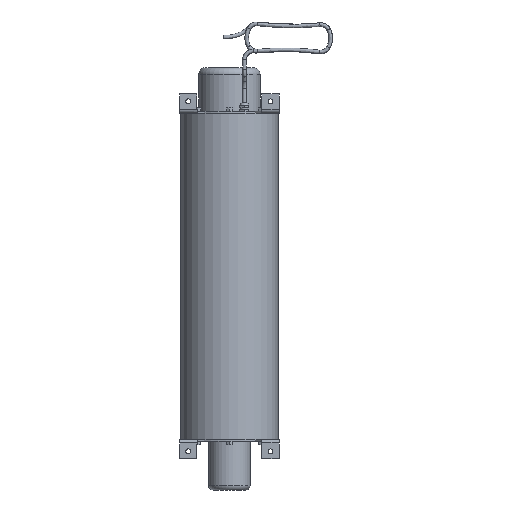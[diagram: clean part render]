
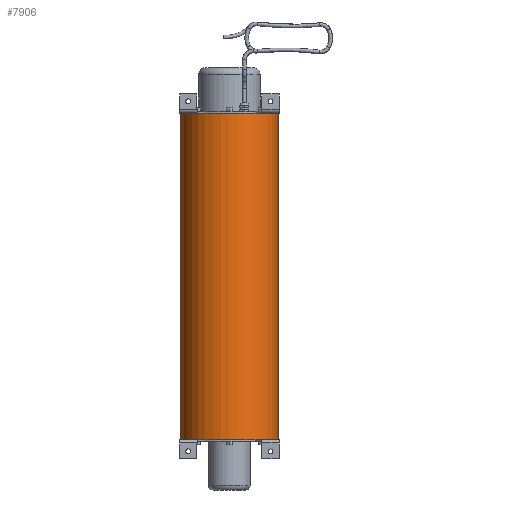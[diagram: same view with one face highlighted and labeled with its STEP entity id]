
A CAD part, front view. The second image highlights one B-rep face of the part: STEP entity #7906.
In plain terms, the highlighted cylindrical face has radius 112 mm (diameter 224 mm), a full revolution.
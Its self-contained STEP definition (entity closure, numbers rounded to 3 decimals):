
#110=CIRCLE($,#8227,112.);
#111=CIRCLE($,#8229,112.);
#158=CIRCLE($,#8415,112.);
#159=CIRCLE($,#8416,112.);
#301=FACE_BOUND($,#1373,.T.);
#302=FACE_BOUND($,#1374,.T.);
#899=FACE_OUTER_BOUND($,#1372,.T.);
#1372=EDGE_LOOP($,(#6303));
#1373=EDGE_LOOP($,(#6304));
#1374=EDGE_LOOP($,(#6305,#6306,#6307,#6308,#6309,#6310,#6311,#6312));
#1788=B_SPLINE_CURVE_WITH_KNOTS($,3,(#12333,#12334,#12335,#12336,#12337,
#12338,#12339,#12340,#12341,#12342),.UNSPECIFIED.,.F.,.F.,(4,2,2,2,4),(1.144,
1.438,1.733,2.015,2.297),
 .UNSPECIFIED.);
#1789=B_SPLINE_CURVE_WITH_KNOTS($,3,(#12351,#12352,#12353,#12354,#12355,
#12356,#12357,#12358,#12359,#12360),.UNSPECIFIED.,.F.,.F.,(4,2,2,2,4),(2.297,
2.583,2.868,3.159,3.45),
 .UNSPECIFIED.);
#1790=B_SPLINE_CURVE_WITH_KNOTS($,3,(#12371,#12372,#12373,#12374,#12375,
#12376,#12377,#12378,#12379,#12380),.UNSPECIFIED.,.F.,.F.,(4,2,2,2,4),(0.,
0.282,0.565,0.856,1.147),
 .UNSPECIFIED.);
#1791=B_SPLINE_CURVE_WITH_KNOTS($,3,(#12387,#12388,#12389,#12390,#12391,
#12392,#12393,#12394,#12395,#12396),.UNSPECIFIED.,.F.,.F.,(4,2,2,2,4),(-1.147,
-0.858,-0.569,-0.285,0.),
 .UNSPECIFIED.);
#2151=LINE($,#12347,#2780);
#2156=LINE($,#12384,#2785);
#2780=VECTOR($,#8891,105.);
#2785=VECTOR($,#8910,105.);
#3462=VERTEX_POINT($,#12330);
#3463=VERTEX_POINT($,#12332);
#3464=VERTEX_POINT($,#12345);
#3465=VERTEX_POINT($,#12349);
#3466=VERTEX_POINT($,#12362);
#3467=VERTEX_POINT($,#12366);
#3468=VERTEX_POINT($,#12370);
#3469=VERTEX_POINT($,#12383);
#3692=VERTEX_POINT($,#14088);
#3693=VERTEX_POINT($,#14090);
#4295=EDGE_CURVE($,#3463,#3462,#1788,.T.);
#4298=EDGE_CURVE($,#3462,#3464,#2151,.T.);
#4300=EDGE_CURVE($,#3464,#3465,#1789,.T.);
#4302=EDGE_CURVE($,#3465,#3466,#110,.T.);
#4303=EDGE_CURVE($,#3467,#3463,#111,.T.);
#4305=EDGE_CURVE($,#3468,#3467,#1790,.T.);
#4307=EDGE_CURVE($,#3469,#3468,#2156,.T.);
#4309=EDGE_CURVE($,#3466,#3469,#1791,.T.);
#4643=EDGE_CURVE($,#3692,#3692,#158,.T.);
#4644=EDGE_CURVE($,#3693,#3693,#159,.T.);
#6303=ORIENTED_EDGE($,*,*,#4643,.F.);
#6304=ORIENTED_EDGE($,*,*,#4644,.F.);
#6305=ORIENTED_EDGE($,*,*,#4295,.T.);
#6306=ORIENTED_EDGE($,*,*,#4298,.T.);
#6307=ORIENTED_EDGE($,*,*,#4300,.T.);
#6308=ORIENTED_EDGE($,*,*,#4302,.T.);
#6309=ORIENTED_EDGE($,*,*,#4309,.T.);
#6310=ORIENTED_EDGE($,*,*,#4307,.T.);
#6311=ORIENTED_EDGE($,*,*,#4305,.T.);
#6312=ORIENTED_EDGE($,*,*,#4303,.T.);
#7655=CYLINDRICAL_SURFACE($,#8414,112.);
#7906=ADVANCED_FACE($,(#899,#301,#302),#7655,.T.);
#8227=AXIS2_PLACEMENT_3D($,#12364,#8898,#8899);
#8229=AXIS2_PLACEMENT_3D($,#12367,#8902,#8903);
#8414=AXIS2_PLACEMENT_3D($,#14087,#9461,#9462);
#8415=AXIS2_PLACEMENT_3D($,#14089,#9463,#9464);
#8416=AXIS2_PLACEMENT_3D($,#14091,#9465,#9466);
#8891=DIRECTION($,(0.,0.,1.));
#8898=DIRECTION('center_axis',(0.,0.,
1.));
#8899=DIRECTION('ref_axis',(1.,0.,0.));
#8902=DIRECTION('center_axis',(0.,0.,
-1.));
#8903=DIRECTION('ref_axis',(1.,0.,0.));
#8910=DIRECTION($,(0.,0.,-1.));
#9461=DIRECTION('center_axis',(0.,0.,-1.));
#9462=DIRECTION('ref_axis',(1.,0.,0.));
#9463=DIRECTION('center_axis',(0.,0.,1.));
#9464=DIRECTION('ref_axis',(1.,0.,0.));
#9465=DIRECTION('center_axis',(0.,0.,-1.));
#9466=DIRECTION('ref_axis',(1.,0.,0.));
#12330=CARTESIAN_POINT('',(35.13,106.348,-450.237));
#12332=CARTESIAN_POINT('',(27.63,108.538,-457.737));
#12333=CARTESIAN_POINT('Ctrl Pts',(27.63,108.538,-457.737));
#12334=CARTESIAN_POINT('Ctrl Pts',(28.58,108.297,-457.737));
#12335=CARTESIAN_POINT('Ctrl Pts',(29.591,108.024,-457.546));
#12336=CARTESIAN_POINT('Ctrl Pts',(31.453,107.497,-456.768));
#12337=CARTESIAN_POINT('Ctrl Pts',(32.303,107.243,-456.181));
#12338=CARTESIAN_POINT('Ctrl Pts',(33.62,106.837,-454.842));
#12339=CARTESIAN_POINT('Ctrl Pts',(34.187,106.656,-454.01));
#12340=CARTESIAN_POINT('Ctrl Pts',(34.942,106.411,-452.178));
#12341=CARTESIAN_POINT('Ctrl Pts',(35.13,106.348,-451.178));
#12342=CARTESIAN_POINT('Ctrl Pts',(35.13,106.348,-450.237));
#12345=CARTESIAN_POINT('',(35.13,106.348,-345.237));
#12347=CARTESIAN_POINT($,(35.13,106.348,0.));
#12349=CARTESIAN_POINT('',(27.63,108.538,-337.737));
#12351=CARTESIAN_POINT('Ctrl Pts',(35.13,106.348,-345.237));
#12352=CARTESIAN_POINT('Ctrl Pts',(35.13,106.348,-344.285));
#12353=CARTESIAN_POINT('Ctrl Pts',(34.938,106.412,-343.275));
#12354=CARTESIAN_POINT('Ctrl Pts',(34.168,106.662,-341.428));
#12355=CARTESIAN_POINT('Ctrl Pts',(33.59,106.846,-340.591));
#12356=CARTESIAN_POINT('Ctrl Pts',(32.263,107.255,-339.263));
#12357=CARTESIAN_POINT('Ctrl Pts',(31.418,107.507,-338.687));
#12358=CARTESIAN_POINT('Ctrl Pts',(29.572,108.03,-337.924));
#12359=CARTESIAN_POINT('Ctrl Pts',(28.57,108.299,-337.737));
#12360=CARTESIAN_POINT('Ctrl Pts',(27.63,108.538,-337.737));
#12362=CARTESIAN_POINT('',(-23.37,109.535,-337.737));
#12364=CARTESIAN_POINT('Origin',(0.,0.,-337.737));
#12366=CARTESIAN_POINT('',(-23.37,109.535,-457.737));
#12367=CARTESIAN_POINT('Origin',(0.,0.,-457.737));
#12370=CARTESIAN_POINT('',(-30.87,107.662,-450.237));
#12371=CARTESIAN_POINT('Ctrl Pts',(-30.87,107.662,-450.237));
#12372=CARTESIAN_POINT('Ctrl Pts',(-30.87,107.662,-451.178));
#12373=CARTESIAN_POINT('Ctrl Pts',(-30.682,107.716,-452.18));
#12374=CARTESIAN_POINT('Ctrl Pts',(-29.924,107.929,-454.016));
#12375=CARTESIAN_POINT('Ctrl Pts',(-29.355,108.087,-454.851));
#12376=CARTESIAN_POINT('Ctrl Pts',(-28.034,108.437,-456.187));
#12377=CARTESIAN_POINT('Ctrl Pts',(-27.186,108.655,-456.771));
#12378=CARTESIAN_POINT('Ctrl Pts',(-25.329,109.103,-457.546));
#12379=CARTESIAN_POINT('Ctrl Pts',(-24.319,109.332,-457.737));
#12380=CARTESIAN_POINT('Ctrl Pts',(-23.37,109.535,-457.737));
#12383=CARTESIAN_POINT('',(-30.87,107.662,-345.237));
#12384=CARTESIAN_POINT($,(-30.87,107.662,0.));
#12387=CARTESIAN_POINT('Ctrl Pts',(-23.37,109.535,-337.737));
#12388=CARTESIAN_POINT('Ctrl Pts',(-24.312,109.334,-337.737));
#12389=CARTESIAN_POINT('Ctrl Pts',(-25.314,109.106,-337.924));
#12390=CARTESIAN_POINT('Ctrl Pts',(-27.161,108.661,-338.688));
#12391=CARTESIAN_POINT('Ctrl Pts',(-28.005,108.445,-339.264));
#12392=CARTESIAN_POINT('Ctrl Pts',(-29.333,108.093,-340.593));
#12393=CARTESIAN_POINT('Ctrl Pts',(-29.91,107.933,-341.432));
#12394=CARTESIAN_POINT('Ctrl Pts',(-30.679,107.717,-343.279));
#12395=CARTESIAN_POINT('Ctrl Pts',(-30.87,107.662,-344.288));
#12396=CARTESIAN_POINT('Ctrl Pts',(-30.87,107.662,-345.237));
#14087=CARTESIAN_POINT('Origin',(0.,0.,0.));
#14088=CARTESIAN_POINT('',(-112.,0.,0.));
#14089=CARTESIAN_POINT('Origin',(0.,0.,0.));
#14090=CARTESIAN_POINT('',(-112.,0.,-750.));
#14091=CARTESIAN_POINT('Origin',(0.,0.,-750.));
